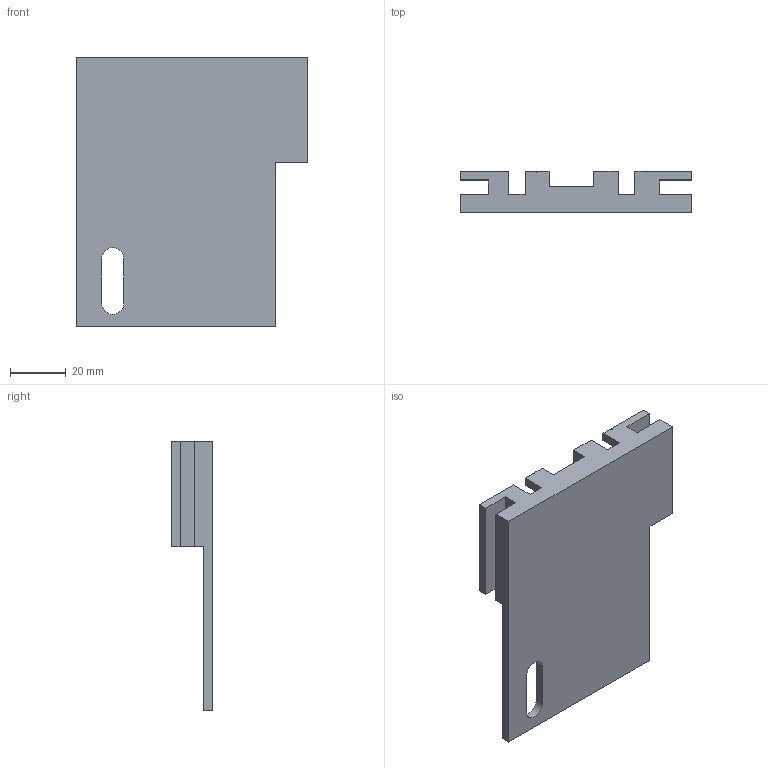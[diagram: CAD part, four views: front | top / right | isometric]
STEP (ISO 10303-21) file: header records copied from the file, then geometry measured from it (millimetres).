
FILE_DESCRIPTION(/* description */ (''),/* implementation_level */ '2;1');
FILE_NAME(/* name */ '',/* time_stamp */ '2025-03-13T19:21:27+03:00',/* author */ ('Phantom'),/* organization */ (''),/* preprocessor_version */ 'ST-DEVELOPER v20',/* originating_system */ 'Autodesk Inventor 2025',/* authorisation */ '');
FILE_SCHEMA (('AUTOMOTIVE_DESIGN { 1 0 10303 214 3 1 1 }'));
Length unit declared in the file: millimetre
Products named in the file (1): драйвер
Bounding box: 83.25 x 14.92 x 97 mm (x, y, z)
Volume: 42649.5 mm3; surface area: 21391.4 mm2
Topology: 1 solids, 1 shells, 50 faces, 148 edges, 107 vertices
Faces by surface type: plane 46, cylinder 4
Full cylindrical faces by diameter (mm): 4.2 x2
Entity records: 1702 total; most frequent: CARTESIAN_POINT 299, ORIENTED_EDGE 282, DIRECTION 255, EDGE_CURVE 141, LINE 133, VECTOR 133, VERTEX_POINT 94, AXIS2_PLACEMENT_3D 61
